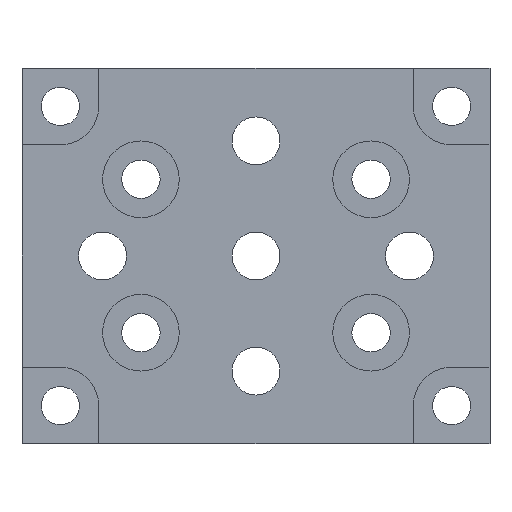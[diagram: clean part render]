
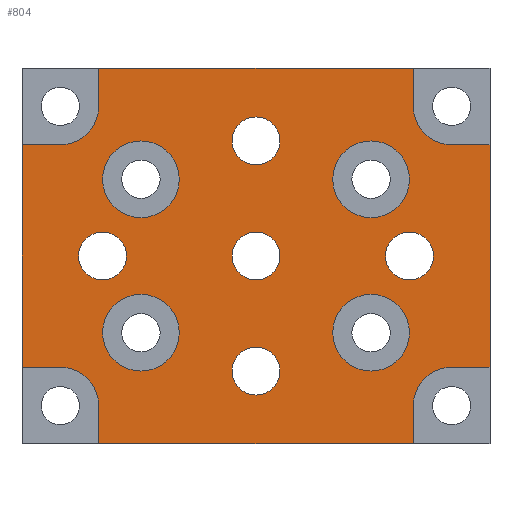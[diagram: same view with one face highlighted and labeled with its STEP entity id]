
A CAD part, front view. The second image highlights one B-rep face of the part: STEP entity #804.
In plain terms, the highlighted planar face has unit normal (0, -1, 0).
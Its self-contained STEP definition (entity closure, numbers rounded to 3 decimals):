
#19=FACE_BOUND('',#128,.T.);
#20=FACE_BOUND('',#129,.T.);
#21=FACE_BOUND('',#130,.T.);
#22=FACE_BOUND('',#131,.T.);
#23=FACE_BOUND('',#132,.T.);
#24=FACE_BOUND('',#133,.T.);
#25=FACE_BOUND('',#134,.T.);
#26=FACE_BOUND('',#135,.T.);
#27=FACE_BOUND('',#136,.T.);
#49=PLANE('',#883);
#80=FACE_OUTER_BOUND('',#127,.T.);
#127=EDGE_LOOP('',(#592,#593,#594,#595,#596,#597,#598,#599,#600,#601,#602,
#603,#604,#605,#606,#607));
#128=EDGE_LOOP('',(#608));
#129=EDGE_LOOP('',(#609));
#130=EDGE_LOOP('',(#610));
#131=EDGE_LOOP('',(#611));
#132=EDGE_LOOP('',(#612));
#133=EDGE_LOOP('',(#613));
#134=EDGE_LOOP('',(#614));
#135=EDGE_LOOP('',(#615));
#136=EDGE_LOOP('',(#616));
#192=LINE('',#1244,#261);
#193=LINE('',#1248,#262);
#194=LINE('',#1250,#263);
#195=LINE('',#1252,#264);
#196=LINE('',#1256,#265);
#197=LINE('',#1258,#266);
#198=LINE('',#1260,#267);
#199=LINE('',#1264,#268);
#200=LINE('',#1266,#269);
#201=LINE('',#1268,#270);
#202=LINE('',#1272,#271);
#203=LINE('',#1273,#272);
#261=VECTOR('',#1016,10.);
#262=VECTOR('',#1019,10.);
#263=VECTOR('',#1020,10.);
#264=VECTOR('',#1021,10.);
#265=VECTOR('',#1024,10.);
#266=VECTOR('',#1025,10.);
#267=VECTOR('',#1026,10.);
#268=VECTOR('',#1029,10.);
#269=VECTOR('',#1030,10.);
#270=VECTOR('',#1031,10.);
#271=VECTOR('',#1034,10.);
#272=VECTOR('',#1035,10.);
#321=CIRCLE('',#849,1.25);
#331=CIRCLE('',#864,1.25);
#333=CIRCLE('',#867,1.25);
#335=CIRCLE('',#870,1.25);
#337=CIRCLE('',#873,1.25);
#339=CIRCLE('',#876,2.);
#340=CIRCLE('',#878,2.);
#341=CIRCLE('',#880,2.);
#342=CIRCLE('',#882,2.);
#343=CIRCLE('',#884,2.);
#344=CIRCLE('',#885,2.);
#345=CIRCLE('',#886,2.);
#346=CIRCLE('',#887,2.);
#363=VERTEX_POINT('',#1176);
#373=VERTEX_POINT('',#1202);
#375=VERTEX_POINT('',#1208);
#377=VERTEX_POINT('',#1214);
#379=VERTEX_POINT('',#1220);
#381=VERTEX_POINT('',#1226);
#382=VERTEX_POINT('',#1230);
#383=VERTEX_POINT('',#1234);
#384=VERTEX_POINT('',#1238);
#385=VERTEX_POINT('',#1242);
#386=VERTEX_POINT('',#1243);
#387=VERTEX_POINT('',#1245);
#388=VERTEX_POINT('',#1247);
#389=VERTEX_POINT('',#1249);
#390=VERTEX_POINT('',#1251);
#391=VERTEX_POINT('',#1253);
#392=VERTEX_POINT('',#1255);
#393=VERTEX_POINT('',#1257);
#394=VERTEX_POINT('',#1259);
#395=VERTEX_POINT('',#1261);
#396=VERTEX_POINT('',#1263);
#397=VERTEX_POINT('',#1265);
#398=VERTEX_POINT('',#1267);
#399=VERTEX_POINT('',#1269);
#400=VERTEX_POINT('',#1271);
#437=EDGE_CURVE('',#363,#363,#321,.T.);
#448=EDGE_CURVE('',#373,#373,#331,.T.);
#451=EDGE_CURVE('',#375,#375,#333,.T.);
#454=EDGE_CURVE('',#377,#377,#335,.T.);
#457=EDGE_CURVE('',#379,#379,#337,.T.);
#461=EDGE_CURVE('',#381,#381,#339,.T.);
#463=EDGE_CURVE('',#382,#382,#340,.T.);
#465=EDGE_CURVE('',#383,#383,#341,.T.);
#467=EDGE_CURVE('',#384,#384,#342,.T.);
#468=EDGE_CURVE('',#385,#386,#192,.T.);
#469=EDGE_CURVE('',#386,#387,#343,.T.);
#470=EDGE_CURVE('',#387,#388,#193,.T.);
#471=EDGE_CURVE('',#388,#389,#194,.T.);
#472=EDGE_CURVE('',#389,#390,#195,.T.);
#473=EDGE_CURVE('',#390,#391,#344,.T.);
#474=EDGE_CURVE('',#391,#392,#196,.T.);
#475=EDGE_CURVE('',#392,#393,#197,.T.);
#476=EDGE_CURVE('',#393,#394,#198,.T.);
#477=EDGE_CURVE('',#394,#395,#345,.T.);
#478=EDGE_CURVE('',#395,#396,#199,.T.);
#479=EDGE_CURVE('',#396,#397,#200,.T.);
#480=EDGE_CURVE('',#397,#398,#201,.T.);
#481=EDGE_CURVE('',#398,#399,#346,.T.);
#482=EDGE_CURVE('',#399,#400,#202,.T.);
#483=EDGE_CURVE('',#400,#385,#203,.T.);
#592=ORIENTED_EDGE('',*,*,#468,.T.);
#593=ORIENTED_EDGE('',*,*,#469,.T.);
#594=ORIENTED_EDGE('',*,*,#470,.T.);
#595=ORIENTED_EDGE('',*,*,#471,.T.);
#596=ORIENTED_EDGE('',*,*,#472,.T.);
#597=ORIENTED_EDGE('',*,*,#473,.T.);
#598=ORIENTED_EDGE('',*,*,#474,.T.);
#599=ORIENTED_EDGE('',*,*,#475,.T.);
#600=ORIENTED_EDGE('',*,*,#476,.T.);
#601=ORIENTED_EDGE('',*,*,#477,.T.);
#602=ORIENTED_EDGE('',*,*,#478,.T.);
#603=ORIENTED_EDGE('',*,*,#479,.T.);
#604=ORIENTED_EDGE('',*,*,#480,.T.);
#605=ORIENTED_EDGE('',*,*,#481,.T.);
#606=ORIENTED_EDGE('',*,*,#482,.T.);
#607=ORIENTED_EDGE('',*,*,#483,.T.);
#608=ORIENTED_EDGE('',*,*,#437,.T.);
#609=ORIENTED_EDGE('',*,*,#448,.T.);
#610=ORIENTED_EDGE('',*,*,#451,.T.);
#611=ORIENTED_EDGE('',*,*,#454,.T.);
#612=ORIENTED_EDGE('',*,*,#457,.T.);
#613=ORIENTED_EDGE('',*,*,#461,.T.);
#614=ORIENTED_EDGE('',*,*,#463,.T.);
#615=ORIENTED_EDGE('',*,*,#465,.T.);
#616=ORIENTED_EDGE('',*,*,#467,.T.);
#804=ADVANCED_FACE('',(#80,#19,#20,#21,#22,#23,#24,#25,#26,#27),#49,.T.);
#849=AXIS2_PLACEMENT_3D('',#1177,#937,#938);
#864=AXIS2_PLACEMENT_3D('',#1203,#968,#969);
#867=AXIS2_PLACEMENT_3D('',#1209,#975,#976);
#870=AXIS2_PLACEMENT_3D('',#1215,#982,#983);
#873=AXIS2_PLACEMENT_3D('',#1221,#989,#990);
#876=AXIS2_PLACEMENT_3D('',#1228,#997,#998);
#878=AXIS2_PLACEMENT_3D('',#1232,#1002,#1003);
#880=AXIS2_PLACEMENT_3D('',#1236,#1007,#1008);
#882=AXIS2_PLACEMENT_3D('',#1240,#1012,#1013);
#883=AXIS2_PLACEMENT_3D('',#1241,#1014,#1015);
#884=AXIS2_PLACEMENT_3D('',#1246,#1017,#1018);
#885=AXIS2_PLACEMENT_3D('',#1254,#1022,#1023);
#886=AXIS2_PLACEMENT_3D('',#1262,#1027,#1028);
#887=AXIS2_PLACEMENT_3D('',#1270,#1032,#1033);
#937=DIRECTION('center_axis',(0.,1.,0.));
#938=DIRECTION('ref_axis',(1.,0.,0.));
#968=DIRECTION('center_axis',(0.,1.,0.));
#969=DIRECTION('ref_axis',(-1.,0.,0.));
#975=DIRECTION('center_axis',(0.,1.,0.));
#976=DIRECTION('ref_axis',(1.,0.,0.));
#982=DIRECTION('center_axis',(0.,1.,0.));
#983=DIRECTION('ref_axis',(1.,0.,0.));
#989=DIRECTION('center_axis',(0.,1.,0.));
#990=DIRECTION('ref_axis',(1.,0.,0.));
#997=DIRECTION('center_axis',(0.,1.,0.));
#998=DIRECTION('ref_axis',(1.,0.,0.));
#1002=DIRECTION('center_axis',(0.,1.,0.));
#1003=DIRECTION('ref_axis',(1.,0.,0.));
#1007=DIRECTION('center_axis',(0.,1.,0.));
#1008=DIRECTION('ref_axis',(1.,0.,0.));
#1012=DIRECTION('center_axis',(0.,1.,0.));
#1013=DIRECTION('ref_axis',(1.,0.,0.));
#1014=DIRECTION('center_axis',(0.,-1.,0.));
#1015=DIRECTION('ref_axis',(1.,0.,0.));
#1016=DIRECTION('',(-1.,0.,0.));
#1017=DIRECTION('center_axis',(0.,1.,0.));
#1018=DIRECTION('ref_axis',(1.,0.,0.));
#1019=DIRECTION('',(0.,0.,1.));
#1020=DIRECTION('',(-1.,0.,0.));
#1021=DIRECTION('',(0.,0.,-1.));
#1022=DIRECTION('center_axis',(0.,1.,0.));
#1023=DIRECTION('ref_axis',(1.,0.,0.));
#1024=DIRECTION('',(-1.,0.,0.));
#1025=DIRECTION('',(0.,0.,-1.));
#1026=DIRECTION('',(1.,0.,0.));
#1027=DIRECTION('center_axis',(0.,1.,0.));
#1028=DIRECTION('ref_axis',(1.,0.,0.));
#1029=DIRECTION('',(0.,0.,-1.));
#1030=DIRECTION('',(1.,0.,0.));
#1031=DIRECTION('',(0.,0.,1.));
#1032=DIRECTION('center_axis',(0.,1.,0.));
#1033=DIRECTION('ref_axis',(1.,0.,0.));
#1034=DIRECTION('',(1.,0.,0.));
#1035=DIRECTION('',(0.,0.,1.));
#1176=CARTESIAN_POINT('',(4.25,-9.,12.));
#1177=CARTESIAN_POINT('Origin',(5.5,-9.,12.));
#1202=CARTESIAN_POINT('',(22.75,-9.,12.));
#1203=CARTESIAN_POINT('Origin',(21.5,-9.,12.));
#1208=CARTESIAN_POINT('',(12.25,-9.,6.));
#1209=CARTESIAN_POINT('Origin',(13.5,-9.,6.));
#1214=CARTESIAN_POINT('',(12.25,-9.,12.));
#1215=CARTESIAN_POINT('Origin',(13.5,-9.,12.));
#1220=CARTESIAN_POINT('',(12.25,-9.,18.));
#1221=CARTESIAN_POINT('Origin',(13.5,-9.,18.));
#1226=CARTESIAN_POINT('',(5.5,-9.,8.));
#1228=CARTESIAN_POINT('Origin',(7.5,-9.,8.));
#1230=CARTESIAN_POINT('',(5.5,-9.,16.));
#1232=CARTESIAN_POINT('Origin',(7.5,-9.,16.));
#1234=CARTESIAN_POINT('',(17.5,-9.,8.));
#1236=CARTESIAN_POINT('Origin',(19.5,-9.,8.));
#1238=CARTESIAN_POINT('',(17.5,-9.,16.));
#1240=CARTESIAN_POINT('Origin',(19.5,-9.,16.));
#1241=CARTESIAN_POINT('Origin',(13.5,-9.,12.));
#1242=CARTESIAN_POINT('',(25.7,-9.,17.8));
#1243=CARTESIAN_POINT('',(23.7,-9.,17.8));
#1244=CARTESIAN_POINT('',(19.6,-9.,17.8));
#1245=CARTESIAN_POINT('',(21.7,-9.,19.8));
#1246=CARTESIAN_POINT('Origin',(23.7,-9.,19.8));
#1247=CARTESIAN_POINT('',(21.7,-9.,21.8));
#1248=CARTESIAN_POINT('',(21.7,-9.,15.9));
#1249=CARTESIAN_POINT('',(5.3,-9.,21.8));
#1250=CARTESIAN_POINT('',(1.3,-9.,21.8));
#1251=CARTESIAN_POINT('',(5.3,-9.,19.8));
#1252=CARTESIAN_POINT('',(5.3,-9.,16.9));
#1253=CARTESIAN_POINT('',(3.3,-9.,17.8));
#1254=CARTESIAN_POINT('Origin',(3.3,-9.,19.8));
#1255=CARTESIAN_POINT('',(1.3,-9.,17.8));
#1256=CARTESIAN_POINT('',(8.4,-9.,17.8));
#1257=CARTESIAN_POINT('',(1.3,-9.,6.2));
#1258=CARTESIAN_POINT('',(1.3,-9.,2.2));
#1259=CARTESIAN_POINT('',(3.3,-9.,6.2));
#1260=CARTESIAN_POINT('',(7.4,-9.,6.2));
#1261=CARTESIAN_POINT('',(5.3,-9.,4.2));
#1262=CARTESIAN_POINT('Origin',(3.3,-9.,4.2));
#1263=CARTESIAN_POINT('',(5.3,-9.,2.2));
#1264=CARTESIAN_POINT('',(5.3,-9.,8.1));
#1265=CARTESIAN_POINT('',(21.7,-9.,2.2));
#1266=CARTESIAN_POINT('',(25.7,-9.,2.2));
#1267=CARTESIAN_POINT('',(21.7,-9.,4.2));
#1268=CARTESIAN_POINT('',(21.7,-9.,7.1));
#1269=CARTESIAN_POINT('',(23.7,-9.,6.2));
#1270=CARTESIAN_POINT('Origin',(23.7,-9.,4.2));
#1271=CARTESIAN_POINT('',(25.7,-9.,6.2));
#1272=CARTESIAN_POINT('',(18.6,-9.,6.2));
#1273=CARTESIAN_POINT('',(25.7,-9.,21.8));
